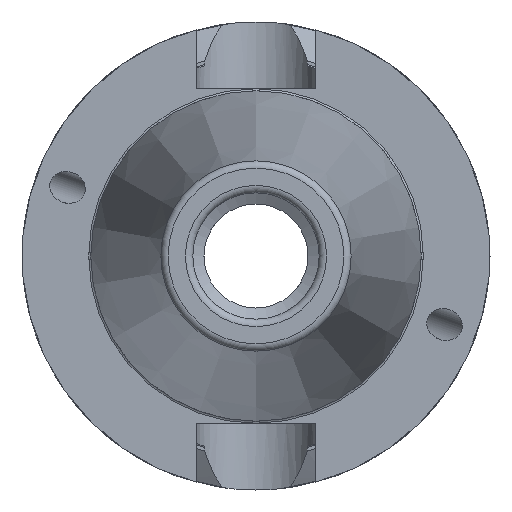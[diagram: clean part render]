
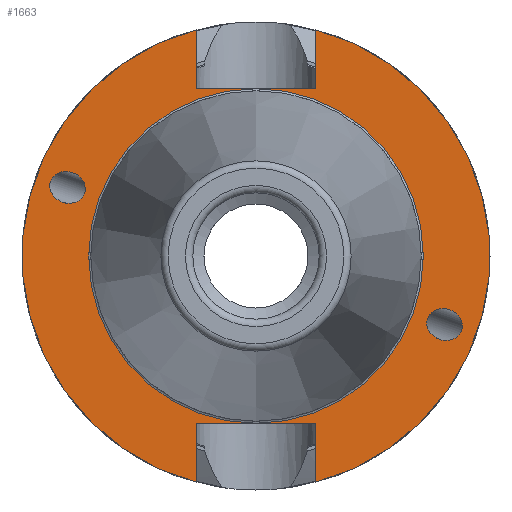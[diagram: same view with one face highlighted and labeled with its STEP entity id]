
A CAD part, left-side view. The second image highlights one B-rep face of the part: STEP entity #1663.
In plain terms, the highlighted planar face has unit normal (-1, 0, 0).
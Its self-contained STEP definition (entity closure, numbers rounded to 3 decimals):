
#837=CARTESIAN_POINT('',(2.,-23.093,-8.405));
#838=VERTEX_POINT('',#837);
#839=CARTESIAN_POINT('',(2.,-25.372,-9.235));
#840=DIRECTION('',(1.0,0.0,0.0));
#841=DIRECTION('',(0.0,-0.94,-0.342));
#842=AXIS2_PLACEMENT_3D('',#839,#840,#841);
#843=ELLIPSE('',#842,2.425,2.1);
#844=EDGE_CURVE('',#838,#838,#843,.T.);
#874=CARTESIAN_POINT('',(2.,23.093,8.405));
#875=VERTEX_POINT('',#874);
#876=CARTESIAN_POINT('',(2.,25.372,9.235));
#877=DIRECTION('',(1.0,0.0,0.0));
#878=DIRECTION('',(0.0,0.94,0.342));
#879=AXIS2_PLACEMENT_3D('',#876,#877,#878);
#880=ELLIPSE('',#879,2.425,2.1);
#881=EDGE_CURVE('',#875,#875,#880,.T.);
#1093=CARTESIAN_POINT('',(2.0,8.05,-22.6));
#1094=VERTEX_POINT('',#1093);
#1101=CARTESIAN_POINT('',(2.0,8.05,-30.454));
#1102=VERTEX_POINT('',#1101);
#1103=CARTESIAN_POINT('',(2.,8.05,-30.454));
#1104=DIRECTION('',(0.0,0.0,1.0));
#1105=VECTOR('',#1104,7.854);
#1106=LINE('',#1103,#1105);
#1107=EDGE_CURVE('',#1102,#1094,#1106,.T.);
#1338=CARTESIAN_POINT('',(2.,-8.05,-30.454));
#1339=VERTEX_POINT('',#1338);
#1346=CARTESIAN_POINT('',(2.,-8.05,-22.6));
#1347=VERTEX_POINT('',#1346);
#1348=CARTESIAN_POINT('',(2.,-8.05,-22.6));
#1349=DIRECTION('',(0.0,0.0,-1.0));
#1350=VECTOR('',#1349,7.854);
#1351=LINE('',#1348,#1350);
#1352=EDGE_CURVE('',#1347,#1339,#1351,.T.);
#1370=CARTESIAN_POINT('',(2.,8.05,-22.6));
#1371=DIRECTION('',(0.0,-1.0,0.0));
#1372=VECTOR('',#1371,16.1);
#1373=LINE('',#1370,#1372);
#1374=EDGE_CURVE('',#1094,#1347,#1373,.T.);
#1596=CARTESIAN_POINT('',(2.,0.0,27.008));
#1597=DIRECTION('',(-1.0,0.0,0.0));
#1598=DIRECTION('',(0.0,0.0,1.0));
#1599=AXIS2_PLACEMENT_3D('',#1596,#1597,#1598);
#1600=PLANE('',#1599);
#1601=ORIENTED_EDGE('',*,*,#1107,.T.);
#1602=ORIENTED_EDGE('',*,*,#1374,.T.);
#1603=ORIENTED_EDGE('',*,*,#1352,.T.);
#1604=CARTESIAN_POINT('',(2.,-8.05,30.454));
#1605=VERTEX_POINT('',#1604);
#1606=CARTESIAN_POINT('',(2.,0.0,0.0));
#1607=DIRECTION('',(-1.0,0.0,0.));
#1608=DIRECTION('',(0.,0.0,1.0));
#1609=AXIS2_PLACEMENT_3D('',#1606,#1607,#1608);
#1610=CIRCLE('',#1609,31.5);
#1611=EDGE_CURVE('',#1339,#1605,#1610,.T.);
#1612=ORIENTED_EDGE('',*,*,#1611,.T.);
#1613=CARTESIAN_POINT('',(2.,-8.05,22.6));
#1614=VERTEX_POINT('',#1613);
#1615=CARTESIAN_POINT('',(2.,-8.05,30.454));
#1616=DIRECTION('',(0.0,0.0,-1.0));
#1617=VECTOR('',#1616,7.854);
#1618=LINE('',#1615,#1617);
#1619=EDGE_CURVE('',#1605,#1614,#1618,.T.);
#1620=ORIENTED_EDGE('',*,*,#1619,.T.);
#1621=CARTESIAN_POINT('',(2.,8.05,22.6));
#1622=VERTEX_POINT('',#1621);
#1623=CARTESIAN_POINT('',(2.,-8.05,22.6));
#1624=DIRECTION('',(0.0,1.0,0.0));
#1625=VECTOR('',#1624,16.1);
#1626=LINE('',#1623,#1625);
#1627=EDGE_CURVE('',#1614,#1622,#1626,.T.);
#1628=ORIENTED_EDGE('',*,*,#1627,.T.);
#1629=CARTESIAN_POINT('',(2.,8.05,30.454));
#1630=VERTEX_POINT('',#1629);
#1631=CARTESIAN_POINT('',(2.,8.05,22.6));
#1632=DIRECTION('',(0.0,0.0,1.0));
#1633=VECTOR('',#1632,7.854);
#1634=LINE('',#1631,#1633);
#1635=EDGE_CURVE('',#1622,#1630,#1634,.T.);
#1636=ORIENTED_EDGE('',*,*,#1635,.T.);
#1637=CARTESIAN_POINT('',(2.,0.0,0.0));
#1638=DIRECTION('',(-1.0,0.0,0.));
#1639=DIRECTION('',(0.,0.0,1.0));
#1640=AXIS2_PLACEMENT_3D('',#1637,#1638,#1639);
#1641=CIRCLE('',#1640,31.5);
#1642=EDGE_CURVE('',#1630,#1102,#1641,.T.);
#1643=ORIENTED_EDGE('',*,*,#1642,.T.);
#1644=EDGE_LOOP('',(#1601,#1602,#1603,#1612,#1620,#1628,#1636,#1643));
#1645=FACE_OUTER_BOUND('',#1644,.T.);
#1646=ORIENTED_EDGE('',*,*,#844,.T.);
#1647=EDGE_LOOP('',(#1646));
#1648=FACE_BOUND('',#1647,.T.);
#1649=ORIENTED_EDGE('',*,*,#881,.T.);
#1650=EDGE_LOOP('',(#1649));
#1651=FACE_BOUND('',#1650,.T.);
#1652=CARTESIAN_POINT('',(2.,0.0,22.517));
#1653=VERTEX_POINT('',#1652);
#1654=CARTESIAN_POINT('',(2.,0.0,0.0));
#1655=DIRECTION('',(-1.0,0.0,0.));
#1656=DIRECTION('',(0.,0.0,1.0));
#1657=AXIS2_PLACEMENT_3D('',#1654,#1655,#1656);
#1658=CIRCLE('',#1657,22.517);
#1659=EDGE_CURVE('',#1653,#1653,#1658,.T.);
#1660=ORIENTED_EDGE('',*,*,#1659,.F.);
#1661=EDGE_LOOP('',(#1660));
#1662=FACE_BOUND('',#1661,.T.);
#1663=ADVANCED_FACE('',(#1645,#1648,#1651,#1662),#1600,.T.);
